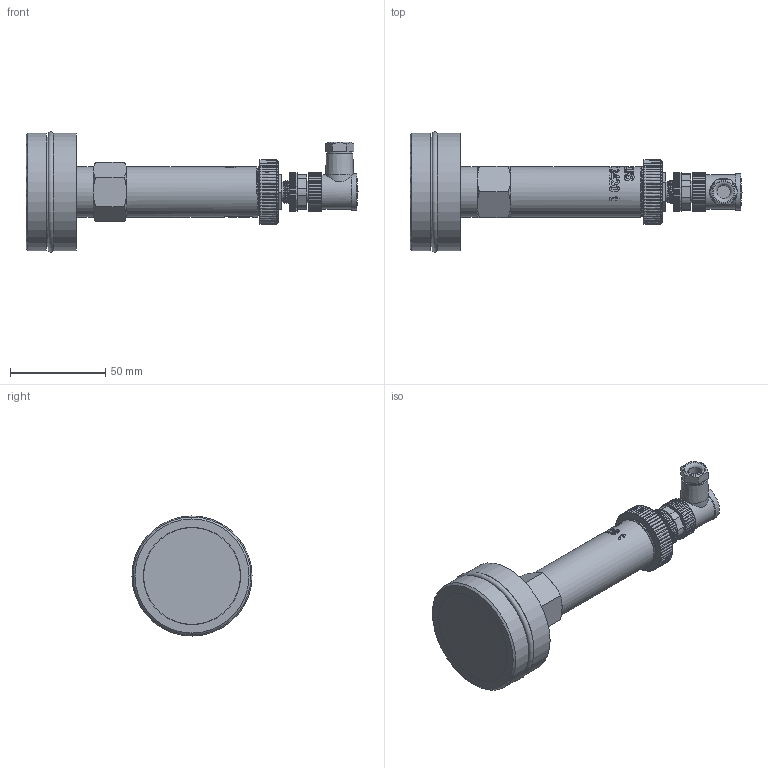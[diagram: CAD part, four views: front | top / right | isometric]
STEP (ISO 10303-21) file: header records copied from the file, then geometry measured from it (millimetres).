
FILE_DESCRIPTION(/* description */ (''),/* implementation_level */ '2;1');
FILE_NAME(/* name */ 'APZ3420t_G51_M12x1-angular.step',/* time_stamp */ '2021-07-12T11:56:53+03:00',/* author */ (''),/* organization */ (''),/* preprocessor_version */ 'ST-DEVELOPER v18.1',/* originating_system */ 'Autodesk Translation Framework v10.9.0.1377',/* authorisation */ '');
FILE_SCHEMA (('AUTOMOTIVE_DESIGN { 1 0 10303 214 3 1 1 }'));
Products named in the file (6): АПЗ 3420 t -filled; OMAL nut M27x1.5 v8; Ш100.000.002 v4; M12x1 male v16; M12x1 female angular v10; G51
Assembly tree (5 placements, depth 2):
  АПЗ 3420 t -filled
    OMAL nut M27x1.5 v8
    Ш100.000.002 v4
    M12x1 male v16
    M12x1 female angular v10
    G51
Bounding box: 174.64 x 63.2 x 63.2 mm (x, y, z)
Volume: 152619.5 mm3; surface area: 42782.7 mm2
Topology: 18 solids, 18 shells, 1086 faces, 3006 edges, 2010 vertices
Faces by surface type: bspline 470, cylinder 382, plane 189, cone 34, torus 10, sphere 1
Full cylindrical faces by diameter (mm): 1 x12, 1.5 x4, 3.1 x1, 4 x1, 6.779 x15, 7 x1, 8 x1, 8.17 x3, 8.2 x1, 9.471 x2, 10.6 x2, 10.741 x6, 11.035 x4, 11.156 x1, 11.884 x5, 12.152 x4, 13 x1, 14 x1, 14.137 x4, 14.526 x3, 15.85 x3, 16.203 x3, 18 x1, 19 x1, 21.4 x2, 22.3 x1, 22.5 x1, 24.5 x1, 25.132 x4, 25.526 x4
Entity records: 61685 total; most frequent: CARTESIAN_POINT 37418, ORIENTED_EDGE 6006, DIRECTION 3426, EDGE_CURVE 3003, VERTEX_POINT 2010, B_SPLINE_CURVE_WITH_KNOTS 1345, AXIS2_PLACEMENT_3D 1231, EDGE_LOOP 1163
